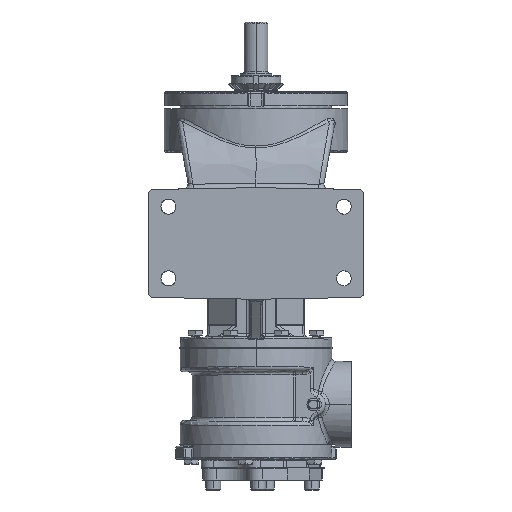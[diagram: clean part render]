
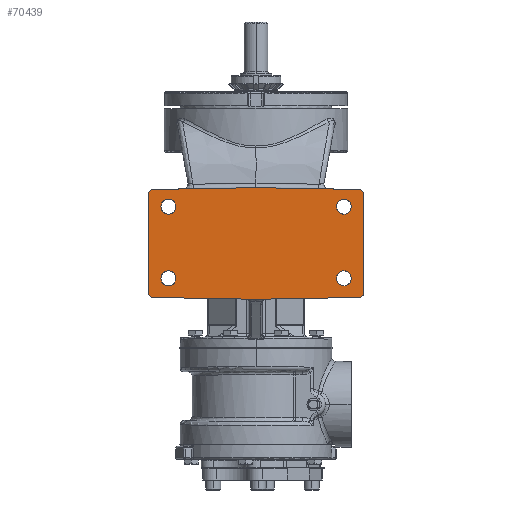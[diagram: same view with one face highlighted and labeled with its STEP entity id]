
A CAD part, front view. The second image highlights one B-rep face of the part: STEP entity #70439.
In plain terms, the highlighted planar face has unit normal (0, -1, 0).
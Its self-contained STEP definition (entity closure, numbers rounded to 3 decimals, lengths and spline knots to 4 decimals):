
#7086=CARTESIAN_POINT('',(3.225,-3.5,-4.3537));
#7087=DIRECTION('',(0.,1.,0.));
#7088=DIRECTION('',(1.,0.,0.));
#7089=AXIS2_PLACEMENT_3D('',#7086,#7087,#7088);
#7091=DIRECTION('',(-1.,0.,-0.017));
#7092=VECTOR('',#7091,3.2281);
#7093=CARTESIAN_POINT('',(3.2276,-3.5,-4.5037));
#7094=LINE('',#7093,#7092);
#7095=DIRECTION('',(-1.,0.,0.017));
#7096=VECTOR('',#7095,3.2281);
#7097=CARTESIAN_POINT('',(0.,-3.5,-4.56));
#7098=LINE('',#7097,#7096);
#7099=CARTESIAN_POINT('',(-3.225,-3.5,-4.3537));
#7100=DIRECTION('',(0.,1.,0.));
#7101=DIRECTION('',(-0.017,0.,-1.));
#7102=AXIS2_PLACEMENT_3D('',#7099,#7100,#7101);
#7104=CARTESIAN_POINT('',(-3.225,-3.5,-1.2663));
#7105=DIRECTION('',(0.,1.,0.));
#7106=DIRECTION('',(-1.,0.,0.));
#7107=AXIS2_PLACEMENT_3D('',#7104,#7105,#7106);
#7109=DIRECTION('',(1.,0.,0.017));
#7110=VECTOR('',#7109,3.2281);
#7111=CARTESIAN_POINT('',(-3.2276,-3.5,-1.1163));
#7112=LINE('',#7111,#7110);
#7113=DIRECTION('',(1.,0.,-0.017));
#7114=VECTOR('',#7113,3.2281);
#7115=CARTESIAN_POINT('',(0.,-3.5,-1.06));
#7116=LINE('',#7115,#7114);
#7117=CARTESIAN_POINT('',(3.225,-3.5,-1.2663));
#7118=DIRECTION('',(0.,1.,0.));
#7119=DIRECTION('',(0.017,0.,1.));
#7120=AXIS2_PLACEMENT_3D('',#7117,#7118,#7119);
#7122=CARTESIAN_POINT('',(2.755,-3.5,-3.905));
#7123=DIRECTION('',(0.,-1.,0.));
#7124=DIRECTION('',(0.,0.,-1.));
#7125=AXIS2_PLACEMENT_3D('',#7122,#7123,#7124);
#7127=CARTESIAN_POINT('',(2.755,-3.5,-3.905));
#7128=DIRECTION('',(0.,-1.,0.));
#7129=DIRECTION('',(0.,0.,1.));
#7130=AXIS2_PLACEMENT_3D('',#7127,#7128,#7129);
#7132=CARTESIAN_POINT('',(2.755,-3.5,-1.655));
#7133=DIRECTION('',(0.,-1.,0.));
#7134=DIRECTION('',(0.,0.,-1.));
#7135=AXIS2_PLACEMENT_3D('',#7132,#7133,#7134);
#7137=CARTESIAN_POINT('',(2.755,-3.5,-1.655));
#7138=DIRECTION('',(0.,-1.,0.));
#7139=DIRECTION('',(0.,0.,1.));
#7140=AXIS2_PLACEMENT_3D('',#7137,#7138,#7139);
#7142=CARTESIAN_POINT('',(-2.745,-3.5,-3.905));
#7143=DIRECTION('',(0.,-1.,0.));
#7144=DIRECTION('',(0.,0.,-1.));
#7145=AXIS2_PLACEMENT_3D('',#7142,#7143,#7144);
#7147=CARTESIAN_POINT('',(-2.745,-3.5,-3.905));
#7148=DIRECTION('',(0.,-1.,0.));
#7149=DIRECTION('',(0.,0.,1.));
#7150=AXIS2_PLACEMENT_3D('',#7147,#7148,#7149);
#7152=CARTESIAN_POINT('',(-2.745,-3.5,-1.655));
#7153=DIRECTION('',(0.,-1.,0.));
#7154=DIRECTION('',(0.,0.,-1.));
#7155=AXIS2_PLACEMENT_3D('',#7152,#7153,#7154);
#7157=CARTESIAN_POINT('',(-2.745,-3.5,-1.655));
#7158=DIRECTION('',(0.,-1.,0.));
#7159=DIRECTION('',(0.,0.,1.));
#7160=AXIS2_PLACEMENT_3D('',#7157,#7158,#7159);
#7162=DIRECTION('',(0.,0.,1.));
#7163=VECTOR('',#7162,3.0874);
#7164=CARTESIAN_POINT('',(3.375,-3.5,-4.3537));
#7165=LINE('',#7164,#7163);
#7542=DIRECTION('',(0.,0.,-1.));
#7543=VECTOR('',#7542,3.0874);
#7544=CARTESIAN_POINT('',(-3.375,-3.5,-1.2663));
#7545=LINE('',#7544,#7543);
#55760=CARTESIAN_POINT('',(-3.2276,-3.5,-4.5037));
#55761=CARTESIAN_POINT('',(-3.375,-3.5,-4.3537));
#55762=VERTEX_POINT('',#55760);
#55763=VERTEX_POINT('',#55761);
#55764=CARTESIAN_POINT('',(2.755,-3.5,-4.14));
#55765=CARTESIAN_POINT('',(2.755,-3.5,-3.67));
#55766=VERTEX_POINT('',#55764);
#55767=VERTEX_POINT('',#55765);
#55768=CARTESIAN_POINT('',(2.755,-3.5,-1.89));
#55769=CARTESIAN_POINT('',(2.755,-3.5,-1.42));
#55770=VERTEX_POINT('',#55768);
#55771=VERTEX_POINT('',#55769);
#55772=CARTESIAN_POINT('',(-2.745,-3.5,-4.14));
#55773=CARTESIAN_POINT('',(-2.745,-3.5,-3.67));
#55774=VERTEX_POINT('',#55772);
#55775=VERTEX_POINT('',#55773);
#55776=CARTESIAN_POINT('',(-2.745,-3.5,-1.89));
#55777=CARTESIAN_POINT('',(-2.745,-3.5,-1.42));
#55778=VERTEX_POINT('',#55776);
#55779=VERTEX_POINT('',#55777);
#55780=CARTESIAN_POINT('',(3.375,-3.5,-4.3537));
#55781=CARTESIAN_POINT('',(3.375,-3.5,-1.2663));
#55782=VERTEX_POINT('',#55780);
#55783=VERTEX_POINT('',#55781);
#55784=CARTESIAN_POINT('',(3.2276,-3.5,-1.1163));
#55785=VERTEX_POINT('',#55784);
#55786=CARTESIAN_POINT('',(0.,-3.5,-1.06));
#55787=VERTEX_POINT('',#55786);
#55795=CARTESIAN_POINT('',(-3.2276,-3.5,-1.1163));
#55796=VERTEX_POINT('',#55795);
#55804=CARTESIAN_POINT('',(-3.375,-3.5,-1.2663));
#55805=VERTEX_POINT('',#55804);
#55814=CARTESIAN_POINT('',(3.2276,-3.5,-4.5037));
#55815=VERTEX_POINT('',#55814);
#55816=CARTESIAN_POINT('',(0.,-3.5,-4.56));
#55817=VERTEX_POINT('',#55816);
#70389=CARTESIAN_POINT('',(0.,-3.5,-2.81));
#70390=DIRECTION('',(0.,1.,0.));
#70391=DIRECTION('',(0.,0.,-1.));
#70392=AXIS2_PLACEMENT_3D('',#70389,#70390,#70391);
#70393=PLANE('',#70392);
#70395=ORIENTED_EDGE('',*,*,#70394,.F.);
#70397=ORIENTED_EDGE('',*,*,#70396,.T.);
#70399=ORIENTED_EDGE('',*,*,#70398,.T.);
#70401=ORIENTED_EDGE('',*,*,#70400,.T.);
#70403=ORIENTED_EDGE('',*,*,#70402,.T.);
#70405=ORIENTED_EDGE('',*,*,#70404,.F.);
#70407=ORIENTED_EDGE('',*,*,#70406,.T.);
#70408=ORIENTED_EDGE('',*,*,#70371,.T.);
#70410=ORIENTED_EDGE('',*,*,#70409,.T.);
#70412=ORIENTED_EDGE('',*,*,#70411,.T.);
#70413=EDGE_LOOP('',(#70395,#70397,#70399,#70401,#70403,#70405,#70407,#70408,
#70410,#70412));
#70414=FACE_OUTER_BOUND('',#70413,.F.);
#70416=ORIENTED_EDGE('',*,*,#70415,.T.);
#70418=ORIENTED_EDGE('',*,*,#70417,.T.);
#70419=EDGE_LOOP('',(#70416,#70418));
#70420=FACE_BOUND('',#70419,.F.);
#70422=ORIENTED_EDGE('',*,*,#70421,.T.);
#70424=ORIENTED_EDGE('',*,*,#70423,.T.);
#70425=EDGE_LOOP('',(#70422,#70424));
#70426=FACE_BOUND('',#70425,.F.);
#70428=ORIENTED_EDGE('',*,*,#70427,.T.);
#70430=ORIENTED_EDGE('',*,*,#70429,.T.);
#70431=EDGE_LOOP('',(#70428,#70430));
#70432=FACE_BOUND('',#70431,.F.);
#70434=ORIENTED_EDGE('',*,*,#70433,.T.);
#70436=ORIENTED_EDGE('',*,*,#70435,.T.);
#70437=EDGE_LOOP('',(#70434,#70436));
#70438=FACE_BOUND('',#70437,.F.);
#70439=ADVANCED_FACE('',(#70414,#70420,#70426,#70432,#70438),#70393,.F.);
#7090=CIRCLE('',#7089,0.15);
#7103=CIRCLE('',#7102,0.15);
#7108=CIRCLE('',#7107,0.15);
#7121=CIRCLE('',#7120,0.15);
#7126=CIRCLE('',#7125,0.235);
#7131=CIRCLE('',#7130,0.235);
#7136=CIRCLE('',#7135,0.235);
#7141=CIRCLE('',#7140,0.235);
#7146=CIRCLE('',#7145,0.235);
#7151=CIRCLE('',#7150,0.235);
#7156=CIRCLE('',#7155,0.235);
#7161=CIRCLE('',#7160,0.235);
#70371=EDGE_CURVE('',#55796,#55787,#7112,.T.);
#70394=EDGE_CURVE('',#55782,#55783,#7165,.T.);
#70396=EDGE_CURVE('',#55782,#55815,#7090,.T.);
#70398=EDGE_CURVE('',#55815,#55817,#7094,.T.);
#70400=EDGE_CURVE('',#55817,#55762,#7098,.T.);
#70402=EDGE_CURVE('',#55762,#55763,#7103,.T.);
#70404=EDGE_CURVE('',#55805,#55763,#7545,.T.);
#70406=EDGE_CURVE('',#55805,#55796,#7108,.T.);
#70409=EDGE_CURVE('',#55787,#55785,#7116,.T.);
#70411=EDGE_CURVE('',#55785,#55783,#7121,.T.);
#70415=EDGE_CURVE('',#55766,#55767,#7126,.T.);
#70417=EDGE_CURVE('',#55767,#55766,#7131,.T.);
#70421=EDGE_CURVE('',#55770,#55771,#7136,.T.);
#70423=EDGE_CURVE('',#55771,#55770,#7141,.T.);
#70427=EDGE_CURVE('',#55774,#55775,#7146,.T.);
#70429=EDGE_CURVE('',#55775,#55774,#7151,.T.);
#70433=EDGE_CURVE('',#55778,#55779,#7156,.T.);
#70435=EDGE_CURVE('',#55779,#55778,#7161,.T.);
